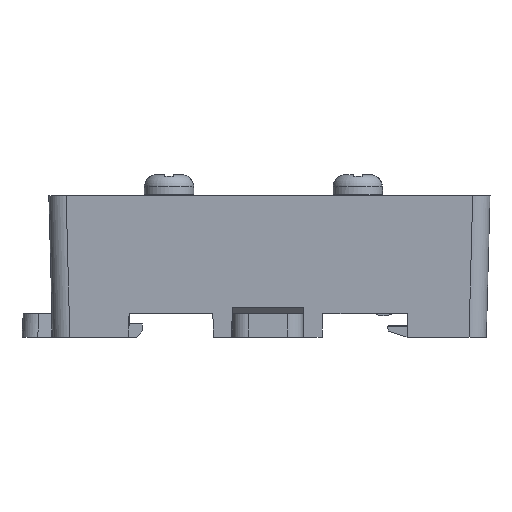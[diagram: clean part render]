
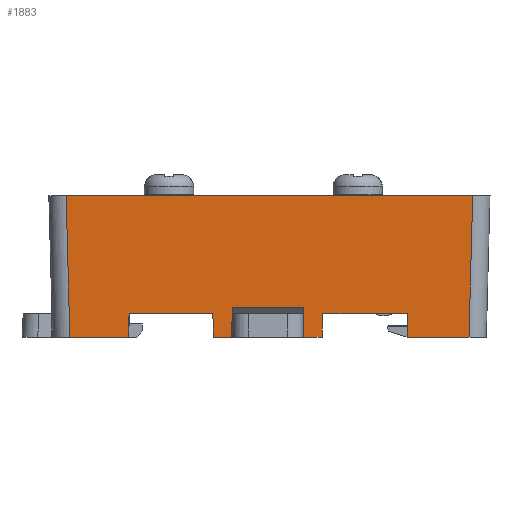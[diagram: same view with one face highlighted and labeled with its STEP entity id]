
A CAD part, left-side view. The second image highlights one B-rep face of the part: STEP entity #1883.
In plain terms, the highlighted planar face has unit normal (-1, 0, -0.026).
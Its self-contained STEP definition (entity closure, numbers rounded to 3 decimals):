
#1358=FACE_OUTER_BOUND('',#3361,.T.);
#1883=ADVANCED_FACE('',(#1358),#2460,.T.);
#2460=PLANE('',#11963);
#3361=EDGE_LOOP('',(#4831,#4832,#4833,#4834,#4835,#4836,#4837,#4838,#4839,
#4840,#4841,#4842,#4843,#4844,#4845,#4846));
#4831=ORIENTED_EDGE('',*,*,#8242,.T.);
#4832=ORIENTED_EDGE('',*,*,#8499,.F.);
#4833=ORIENTED_EDGE('',*,*,#8500,.T.);
#4834=ORIENTED_EDGE('',*,*,#8501,.F.);
#4835=ORIENTED_EDGE('',*,*,#8502,.T.);
#4836=ORIENTED_EDGE('',*,*,#8503,.F.);
#4837=ORIENTED_EDGE('',*,*,#8504,.T.);
#4838=ORIENTED_EDGE('',*,*,#8505,.T.);
#4839=ORIENTED_EDGE('',*,*,#8228,.T.);
#4840=ORIENTED_EDGE('',*,*,#8494,.T.);
#4841=ORIENTED_EDGE('',*,*,#8423,.T.);
#4842=ORIENTED_EDGE('',*,*,#8497,.T.);
#4843=ORIENTED_EDGE('',*,*,#8401,.F.);
#4844=ORIENTED_EDGE('',*,*,#8498,.T.);
#4845=ORIENTED_EDGE('',*,*,#8419,.T.);
#4846=ORIENTED_EDGE('',*,*,#8436,.F.);
#7158=VERTEX_POINT('',#16151);
#7159=VERTEX_POINT('',#16153);
#7172=VERTEX_POINT('',#16179);
#7173=VERTEX_POINT('',#16181);
#7287=VERTEX_POINT('',#16497);
#7288=VERTEX_POINT('',#16498);
#7298=VERTEX_POINT('',#16527);
#7299=VERTEX_POINT('',#16529);
#7302=VERTEX_POINT('',#16536);
#7303=VERTEX_POINT('',#16538);
#7340=VERTEX_POINT('',#16692);
#7341=VERTEX_POINT('',#16694);
#7342=VERTEX_POINT('',#16696);
#7343=VERTEX_POINT('',#16698);
#7344=VERTEX_POINT('',#16700);
#7345=VERTEX_POINT('',#16702);
#8228=EDGE_CURVE('',#7159,#7158,#9673,.T.);
#8242=EDGE_CURVE('',#7173,#7172,#9685,.T.);
#8401=EDGE_CURVE('',#7287,#7288,#9839,.T.);
#8419=EDGE_CURVE('',#7299,#7298,#9853,.T.);
#8423=EDGE_CURVE('',#7303,#7302,#9855,.T.);
#8436=EDGE_CURVE('',#7173,#7298,#9867,.T.);
#8494=EDGE_CURVE('',#7158,#7303,#9921,.T.);
#8497=EDGE_CURVE('',#7302,#7288,#9924,.T.);
#8498=EDGE_CURVE('',#7287,#7299,#9925,.T.);
#8499=EDGE_CURVE('',#7340,#7172,#9926,.T.);
#8500=EDGE_CURVE('',#7340,#7341,#9927,.T.);
#8501=EDGE_CURVE('',#7342,#7341,#9928,.T.);
#8502=EDGE_CURVE('',#7342,#7343,#9929,.T.);
#8503=EDGE_CURVE('',#7344,#7343,#9930,.T.);
#8504=EDGE_CURVE('',#7344,#7345,#9931,.T.);
#8505=EDGE_CURVE('',#7345,#7159,#9932,.T.);
#9673=LINE('',#16152,#10835);
#9685=LINE('',#16180,#10847);
#9839=LINE('',#16496,#11001);
#9853=LINE('',#16528,#11015);
#9855=LINE('',#16537,#11017);
#9867=LINE('',#16562,#11029);
#9921=LINE('',#16680,#11083);
#9924=LINE('',#16685,#11086);
#9925=LINE('',#16689,#11087);
#9926=LINE('',#16691,#11088);
#9927=LINE('',#16693,#11089);
#9928=LINE('',#16695,#11090);
#9929=LINE('',#16697,#11091);
#9930=LINE('',#16699,#11092);
#9931=LINE('',#16701,#11093);
#9932=LINE('',#16703,#11094);
#10835=VECTOR('',#12990,1.);
#10847=VECTOR('',#13006,1.);
#11001=VECTOR('',#13256,1.);
#11015=VECTOR('',#13282,1.);
#11017=VECTOR('',#13290,1.);
#11029=VECTOR('',#13310,1.);
#11083=VECTOR('',#13436,1.);
#11086=VECTOR('',#13443,1.);
#11087=VECTOR('',#13450,1.);
#11088=VECTOR('',#13453,1.);
#11089=VECTOR('',#13454,1.);
#11090=VECTOR('',#13455,1.);
#11091=VECTOR('',#13456,1.);
#11092=VECTOR('',#13457,1.);
#11093=VECTOR('',#13458,1.);
#11094=VECTOR('',#13459,1.);
#11963=AXIS2_PLACEMENT_3D('',#16704,#13460,#13461);
#12990=DIRECTION('',(0.,-1.,0.));
#13006=DIRECTION('',(0.,-1.,0.));
#13256=DIRECTION('',(0.,-1.,0.));
#13282=DIRECTION('',(0.,-1.,0.));
#13290=DIRECTION('',(0.,-1.,0.));
#13310=DIRECTION('',(0.026,0.017,-1.));
#13436=DIRECTION('',(0.026,-0.017,-1.));
#13443=DIRECTION('',(-0.026,-0.026,0.999));
#13450=DIRECTION('',(0.026,-0.026,-0.999));
#13453=DIRECTION('',(-0.026,0.035,0.999));
#13454=DIRECTION('',(0.,-1.,0.));
#13455=DIRECTION('',(0.026,0.009,-1.));
#13456=DIRECTION('',(0.,-1.,0.));
#13457=DIRECTION('',(-0.026,0.009,1.));
#13458=DIRECTION('',(0.,-1.,0.));
#13459=DIRECTION('',(-0.026,-0.035,0.999));
#13460=DIRECTION('',(-1.,0.,-0.026));
#13461=DIRECTION('',(0.026,0.,-1.));
#16151=CARTESIAN_POINT('',(-464.557,-17.314,-13.25));
#16152=CARTESIAN_POINT('',(-464.557,0.436,-13.25));
#16153=CARTESIAN_POINT('',(-464.557,-6.564,-13.25));
#16179=CARTESIAN_POINT('',(-464.557,7.436,-13.25));
#16180=CARTESIAN_POINT('',(-464.557,0.436,-13.25));
#16181=CARTESIAN_POINT('',(-464.557,18.086,-13.25));
#16496=CARTESIAN_POINT('',(-464.95,-0.064,1.75));
#16497=CARTESIAN_POINT('',(-464.95,26.087,1.75));
#16498=CARTESIAN_POINT('',(-464.95,-25.615,1.75));
#16527=CARTESIAN_POINT('',(-464.479,18.138,-16.25));
#16528=CARTESIAN_POINT('',(-464.479,0.436,-16.25));
#16529=CARTESIAN_POINT('',(-464.479,25.616,-16.25));
#16536=CARTESIAN_POINT('',(-464.479,-25.143,-16.25));
#16537=CARTESIAN_POINT('',(-464.479,-0.064,-16.25));
#16538=CARTESIAN_POINT('',(-464.479,-17.366,-16.25));
#16562=CARTESIAN_POINT('',(-464.526,18.107,-14.454));
#16680=CARTESIAN_POINT('',(-464.958,-17.047,2.044));
#16685=CARTESIAN_POINT('',(-464.933,-25.597,1.09));
#16689=CARTESIAN_POINT('',(-464.933,26.07,1.09));
#16691=CARTESIAN_POINT('',(-464.526,7.394,-14.452));
#16692=CARTESIAN_POINT('',(-464.479,7.331,-16.25));
#16693=CARTESIAN_POINT('',(-464.479,0.436,-16.25));
#16694=CARTESIAN_POINT('',(-464.479,5.012,-16.25));
#16695=CARTESIAN_POINT('',(-464.951,4.855,1.79));
#16696=CARTESIAN_POINT('',(-464.576,4.98,-12.524));
#16697=CARTESIAN_POINT('',(-464.576,-209.009,-12.524));
#16698=CARTESIAN_POINT('',(-464.576,-4.108,-12.524));
#16699=CARTESIAN_POINT('',(-464.951,-3.983,1.782));
#16700=CARTESIAN_POINT('',(-464.479,-4.14,-16.25));
#16701=CARTESIAN_POINT('',(-464.479,0.436,-16.25));
#16702=CARTESIAN_POINT('',(-464.479,-6.459,-16.25));
#16703=CARTESIAN_POINT('',(-464.944,-7.079,1.503));
#16704=CARTESIAN_POINT('',(-464.95,-0.064,1.747));
